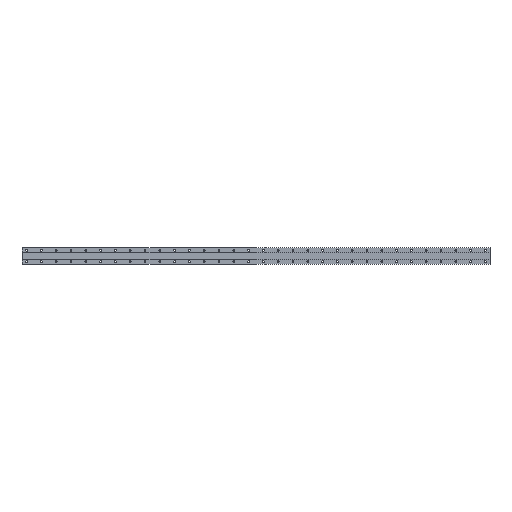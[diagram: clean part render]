
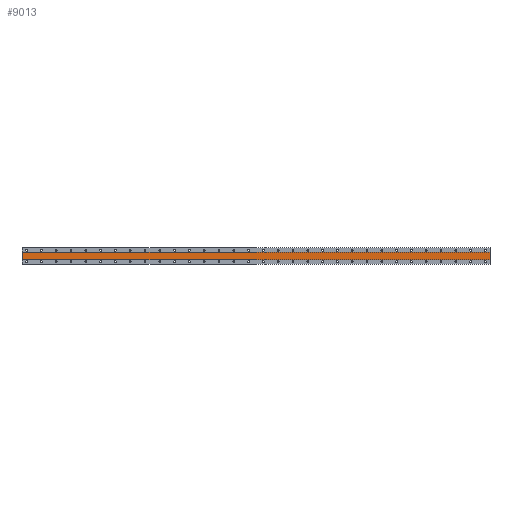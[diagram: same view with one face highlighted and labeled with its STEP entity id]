
A CAD part, front view. The second image highlights one B-rep face of the part: STEP entity #9013.
In plain terms, the highlighted planar face has unit normal (0, -1, 0).
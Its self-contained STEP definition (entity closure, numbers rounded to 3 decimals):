
#77 = CARTESIAN_POINT ( 'NONE',  ( -25., 1., 20. ) ) ;
#1210 = EDGE_CURVE ( 'NONE', #2005, #7070, #6050, .T. ) ;
#2005 = VERTEX_POINT ( 'NONE', #4832 ) ;
#2048 = ORIENTED_EDGE ( 'NONE', *, *, #1210, .F. ) ;
#2427 = AXIS2_PLACEMENT_3D ( 'NONE', #8466, #10267, #5946 ) ;
#2469 = LINE ( 'NONE', #3093, #4675 ) ;
#2551 = FACE_OUTER_BOUND ( 'NONE', #8179, .T. ) ;
#2693 = VECTOR ( 'NONE', #3398, 1000. ) ;
#3013 = CARTESIAN_POINT ( 'NONE',  ( 2505., 1., -20. ) ) ;
#3093 = CARTESIAN_POINT ( 'NONE',  ( 2505., 1., 20. ) ) ;
#3398 = DIRECTION ( 'NONE',  ( 0., 0., 1. ) ) ;
#3760 = CARTESIAN_POINT ( 'NONE',  ( -25., 1., -20. ) ) ;
#3935 = VERTEX_POINT ( 'NONE', #3760 ) ;
#4413 = LINE ( 'NONE', #5963, #2693 ) ;
#4438 = CARTESIAN_POINT ( 'NONE',  ( 2505., 1., 20. ) ) ;
#4593 = CARTESIAN_POINT ( 'NONE',  ( 2505., 1., -20. ) ) ;
#4675 = VECTOR ( 'NONE', #6431, 1000. ) ;
#4832 = CARTESIAN_POINT ( 'NONE',  ( 2505., 1., 20. ) ) ;
#5167 = PLANE ( 'NONE',  #2427 ) ;
#5533 = EDGE_CURVE ( 'NONE', #3935, #9071, #4413, .T. ) ;
#5946 = DIRECTION ( 'NONE',  ( 0., 0., 1. ) ) ;
#5963 = CARTESIAN_POINT ( 'NONE',  ( -25., 1., 20. ) ) ;
#6050 = LINE ( 'NONE', #4438, #10826 ) ;
#6431 = DIRECTION ( 'NONE',  ( 1., 0., 0. ) ) ;
#6960 = ORIENTED_EDGE ( 'NONE', *, *, #10047, .F. ) ;
#7069 = ORIENTED_EDGE ( 'NONE', *, *, #5533, .F. ) ;
#7070 = VERTEX_POINT ( 'NONE', #3013 ) ;
#7169 = LINE ( 'NONE', #4593, #7380 ) ;
#7380 = VECTOR ( 'NONE', #8743, 1000. ) ;
#8179 = EDGE_LOOP ( 'NONE', ( #8458, #2048, #6960, #7069 ) ) ;
#8458 = ORIENTED_EDGE ( 'NONE', *, *, #10308, .F. ) ;
#8466 = CARTESIAN_POINT ( 'NONE',  ( 2505., 1., 20. ) ) ;
#8743 = DIRECTION ( 'NONE',  ( -1., 0., 0. ) ) ;
#8748 = DIRECTION ( 'NONE',  ( 0., 0., -1. ) ) ;
#9013 = ADVANCED_FACE ( 'NONE', ( #2551 ), #5167, .F. ) ;
#9071 = VERTEX_POINT ( 'NONE', #77 ) ;
#10047 = EDGE_CURVE ( 'NONE', #9071, #2005, #2469, .T. ) ;
#10267 = DIRECTION ( 'NONE',  ( 0., 1., 0. ) ) ;
#10308 = EDGE_CURVE ( 'NONE', #7070, #3935, #7169, .T. ) ;
#10826 = VECTOR ( 'NONE', #8748, 1000. ) ;
